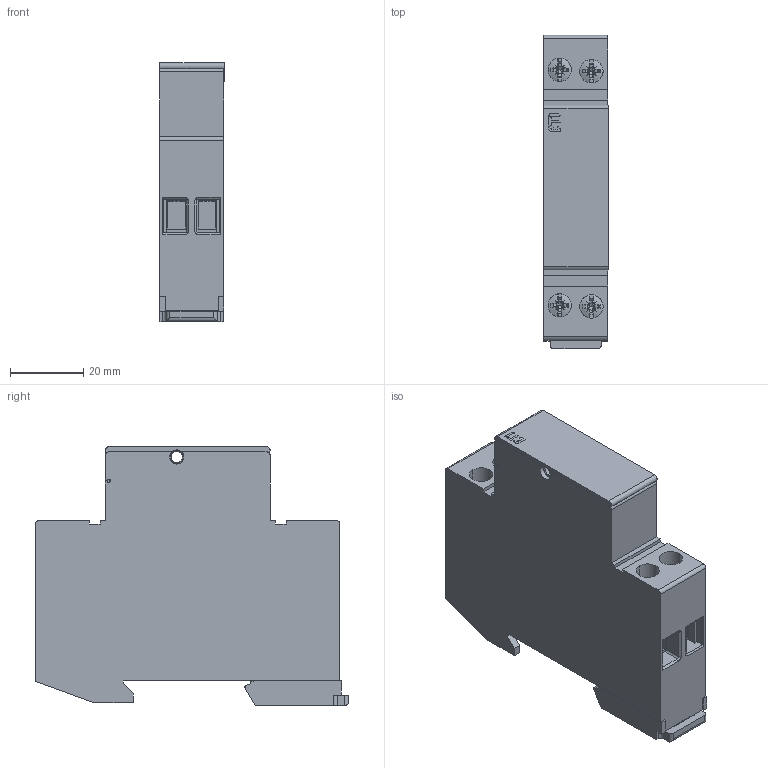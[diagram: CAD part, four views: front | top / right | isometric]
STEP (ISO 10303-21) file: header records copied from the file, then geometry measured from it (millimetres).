
FILE_DESCRIPTION((''),'2;1');
FILE_NAME('PCF_8_1PN_ASM','2021-01-18T',('marketing.praksa'),('Audax d.o.o.'),'CREO PARAMETRIC BY PTC INC, 2017480','CREO PARAMETRIC BY PTC INC, 2017480','');
FILE_SCHEMA(('AUTOMOTIVE_DESIGN { 1 0 10303 214 1 1 1 1 }'));
Products named in the file (46): PCF10_1P_2_1_1_1_1_2_1_1_2; ASM0032_ASM_1_ASM_1_1_2_ASM_1_2_ASM; ASM0033_ASM_1_1_2_ASM_1_1_2_ASM; PCF_8_1P_ASM_1_1_2_ASM_1_1_2_ASM; BODY_1P_1; ASM0041_ASM_1; PRT0009_1; PCF10_1P_2_1_1_2_3_1_1_2_3_4__4; PCF10_1P_2_1_1_2_3_1_1_2_3_4__5; PCF10_1P_2_1_1_2_3_1_1_2_3_4__6; PCF10_1P_2_1_1_2_3_1_1_2_3_4_5__ASM; PCF_8_1P_ASM_1_1_ASM_1_1_2_3_AS_ASM; ASM0035_ASM_1_1_2_3_ASM_1_ASM; ASM0042_ASM_1_ASM; OPEN_CASCADE_STEP_TRANSLATOR-_7; OPEN_CASCADE_STEP_TRANSLAT-47_4; OPEN_CASCADE_STEP_TRANSLA-112_4; OPEN_CASCADE_STEP_TRANSLATOR-_8_ASM; ASM0043_ASM_1_ASM; PCF10_1P_2_1_1_2_3_4_1_1_1; SCREW1_ASM_1_1_2_1_1_1; ASM0030_ASM_1_1_2_1_1_1; TMP_DWG_65_1_1_1_2_1_2_1_1_2__2; TMP_DWG_65_1_2_1_2_1_2_1_1_2__2; TMP_DWG_65_1_3_1_2_1_2_1_1_2__2; ASM0008_1_2_ASM_1_1_2_ASM_1_1_A_ASM; ASM0031_ASM_1_1_2_ASM_1_1_ASM_1_ASM; ASM0032_ASM_1_ASM_1_1_2_ASM_1_3; ASM0033_ASM_1_1_2_ASM_1_1_ASM_1_ASM; PCF_8_1P_ASM_1_1_2_ASM_1_1_ASM__ASM; PCF10_1P_2_1_1_2_3_1_1_1_1_1; PCF10_1P_2_1_1_2_3_1_2_1_1_1; PCF10_1P_2_1_1_2_3_1_3_1_1_1; PCF10_1P_2_1_1_2_3_1_ASM_1_1_AS_ASM; PCF_8_1P_ASM_1_1_ASM_1_ASM_1_1__ASM; ASM0035_ASM_1_ASM_1_1_ASM_1_ASM; ASM0037_ASM_1_1_ASM_1_ASM; OPEN_CASCADE_STEP_TRANSLATOR-_9; OPEN_CASCADE_STEP_TRANSLAT-47_5; OPEN_CASCADE_STEP_TRANSLA-112_5 ...
Assembly tree (45 placements, depth 9):
  PCF_8_1PN_ASM
    ASM0036_ASM_1_1_2_ASM
      PCF_8_1P_ASM_1_1_2_ASM_1_1_2_ASM
        ASM0033_ASM_1_1_2_ASM_1_1_2_ASM
          ASM0032_ASM_1_ASM_1_1_2_ASM_1_2_ASM
            PCF10_1P_2_1_1_1_1_2_1_1_2
      BODY_1P_1
      ASM0041_ASM_1
      PRT0009_1
      ASM0042_ASM_1_ASM
        ASM0035_ASM_1_1_2_3_ASM_1_ASM
          PCF_8_1P_ASM_1_1_ASM_1_1_2_3_AS_ASM
            PCF10_1P_2_1_1_2_3_1_1_2_3_4_5__ASM
              PCF10_1P_2_1_1_2_3_1_1_2_3_4__4
              PCF10_1P_2_1_1_2_3_1_1_2_3_4__5
              PCF10_1P_2_1_1_2_3_1_1_2_3_4__6
      ASM0043_ASM_1_ASM
        OPEN_CASCADE_STEP_TRANSLATOR-_8_ASM
          OPEN_CASCADE_STEP_TRANSLATOR-_7
          OPEN_CASCADE_STEP_TRANSLAT-47_4
          OPEN_CASCADE_STEP_TRANSLA-112_4
      ASM0044_ASM_1_ASM
        ASM0036_ASM_1_1_ASM_1_ASM
          PCF_8_1P_ASM_1_1_2_ASM_1_1_ASM__ASM
            PCF10_1P_2_1_1_2_3_4_1_1_1
            SCREW1_ASM_1_1_2_1_1_1
            ASM0030_ASM_1_1_2_1_1_1
            ASM0031_ASM_1_1_2_ASM_1_1_ASM_1_ASM
              ASM0008_1_2_ASM_1_1_2_ASM_1_1_A_ASM
                TMP_DWG_65_1_1_1_2_1_2_1_1_2__2
                TMP_DWG_65_1_2_1_2_1_2_1_1_2__2
                TMP_DWG_65_1_3_1_2_1_2_1_1_2__2
            ASM0033_ASM_1_1_2_ASM_1_1_ASM_1_ASM
              ASM0032_ASM_1_ASM_1_1_2_ASM_1_3
          ASM0037_ASM_1_1_ASM_1_ASM
            ASM0035_ASM_1_ASM_1_1_ASM_1_ASM
              PCF_8_1P_ASM_1_1_ASM_1_ASM_1_1__ASM
                PCF10_1P_2_1_1_2_3_1_ASM_1_1_AS_ASM
                  PCF10_1P_2_1_1_2_3_1_1_1_1_1
                  PCF10_1P_2_1_1_2_3_1_2_1_1_1
                  PCF10_1P_2_1_1_2_3_1_3_1_1_1
          CONTACT_MIRRORED_ASM_1_1_ASM_1_ASM
            OPEN_CASCADE_STEP_TRANSLATOR_10_ASM
              OPEN_CASCADE_STEP_TRANSLATOR-_9
              OPEN_CASCADE_STEP_TRANSLAT-47_5
              OPEN_CASCADE_STEP_TRANSLA-112_5
Bounding box: 17.75 x 85.63 x 70.86 mm (x, y, z)
Volume: 78430.1 mm3; surface area: 22732.1 mm2
Topology: 10 solids, 25 shells, 1026 faces, 2783 edges, 1850 vertices
Faces by surface type: plane 727, bspline 128, cylinder 125, cone 36, sphere 8, torus 2
Entity records: 50420 total; most frequent: CARTESIAN_POINT 14650, ORIENTED_EDGE 5402, DIRECTION 4825, EDGE_CURVE 2775, PRESENTATION_STYLE_ASSIGNMENT 2186, STYLED_ITEM 2182, VECTOR 1963, LINE 1963
